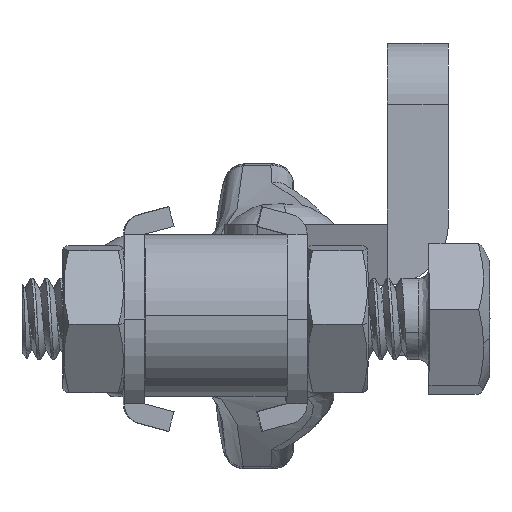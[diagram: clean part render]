
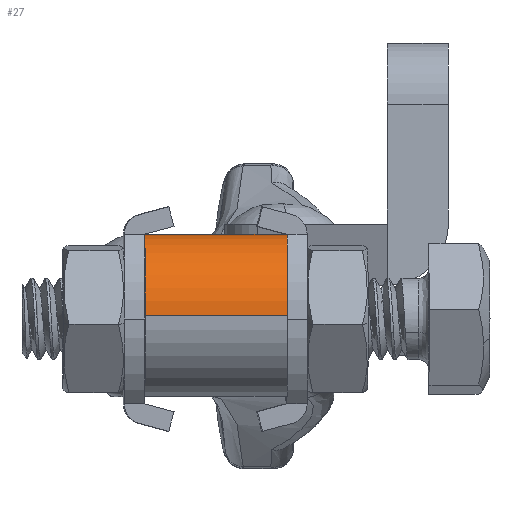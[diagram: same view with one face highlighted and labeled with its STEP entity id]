
A CAD part, left-side view. The second image highlights one B-rep face of the part: STEP entity #27.
In plain terms, the highlighted cylindrical face has radius 4 mm (diameter 8.001 mm), a partial arc.
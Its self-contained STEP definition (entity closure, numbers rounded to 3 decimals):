
#27 = ADVANCED_FACE ( 'NONE', ( #3073 ), #3066, .T. ) ;
#1700 = CARTESIAN_POINT ( 'NONE',  ( -28.8, 0., 2.7 ) ) ;
#1709 = CARTESIAN_POINT ( 'NONE',  ( -24.8, -4., 9.7 ) ) ;
#1715 = CARTESIAN_POINT ( 'NONE',  ( -28.8, 0., 9.7 ) ) ;
#1727 = CARTESIAN_POINT ( 'NONE',  ( -24.8, -4., 2.7 ) ) ;
#3066 = CYLINDRICAL_SURFACE ( 'NONE', #3411, 4. ) ;
#3073 = FACE_OUTER_BOUND ( 'NONE', #32391, .T. ) ;
#3411 = AXIS2_PLACEMENT_3D ( 'NONE', #21394, #21395, #21399 ) ;
#3625 = AXIS2_PLACEMENT_3D ( 'NONE', #4912, #4911, #4910 ) ;
#3626 = AXIS2_PLACEMENT_3D ( 'NONE', #4906, #4904, #4903 ) ;
#4776 = DIRECTION ( 'NONE',  ( 0., 0., -1. ) ) ;
#4781 = CARTESIAN_POINT ( 'NONE',  ( -28.8, 0., 12.4 ) ) ;
#4903 = DIRECTION ( 'NONE',  ( -1., 0., 0. ) ) ;
#4904 = DIRECTION ( 'NONE',  ( 0., 0., -1. ) ) ;
#4906 = CARTESIAN_POINT ( 'NONE',  ( -24.8, 0., 9.7 ) ) ;
#4910 = DIRECTION ( 'NONE',  ( -1., 0., 0. ) ) ;
#4911 = DIRECTION ( 'NONE',  ( 0., 0., 1. ) ) ;
#4912 = CARTESIAN_POINT ( 'NONE',  ( -24.8, 0., 2.7 ) ) ;
#4925 = DIRECTION ( 'NONE',  ( 0., 0., 1. ) ) ;
#4928 = CARTESIAN_POINT ( 'NONE',  ( -24.8, -4., 12.4 ) ) ;
#16728 = ORIENTED_EDGE ( 'NONE', *, *, #36574, .T. ) ;
#16731 = ORIENTED_EDGE ( 'NONE', *, *, #36576, .T. ) ;
#16735 = ORIENTED_EDGE ( 'NONE', *, *, #36603, .T. ) ;
#16738 = ORIENTED_EDGE ( 'NONE', *, *, #36577, .T. ) ;
#21394 = CARTESIAN_POINT ( 'NONE',  ( -24.8, 0., 12.4 ) ) ;
#21395 = DIRECTION ( 'NONE',  ( 0., 0., -1. ) ) ;
#21399 = DIRECTION ( 'NONE',  ( -1., 0., 0. ) ) ;
#29233 = VERTEX_POINT ( 'NONE', #1727 ) ;
#29265 = VERTEX_POINT ( 'NONE', #1709 ) ;
#29266 = VERTEX_POINT ( 'NONE', #1715 ) ;
#29276 = VERTEX_POINT ( 'NONE', #1700 ) ;
#29847 = LINE ( 'NONE', #4928, #29850 ) ;
#29850 = VECTOR ( 'NONE', #4925, 1000. ) ;
#29851 = CIRCLE ( 'NONE', #3625, 4. ) ;
#29852 = CIRCLE ( 'NONE', #3626, 4. ) ;
#29897 = LINE ( 'NONE', #4781, #29900 ) ;
#29900 = VECTOR ( 'NONE', #4776, 1000. ) ;
#32391 = EDGE_LOOP ( 'NONE', ( #16738, #16735, #16731, #16728 ) ) ;
#36574 = EDGE_CURVE ( 'NONE', #29233, #29265, #29847, .T. ) ;
#36576 = EDGE_CURVE ( 'NONE', #29276, #29233, #29851, .T. ) ;
#36577 = EDGE_CURVE ( 'NONE', #29265, #29266, #29852, .T. ) ;
#36603 = EDGE_CURVE ( 'NONE', #29266, #29276, #29897, .T. ) ;
